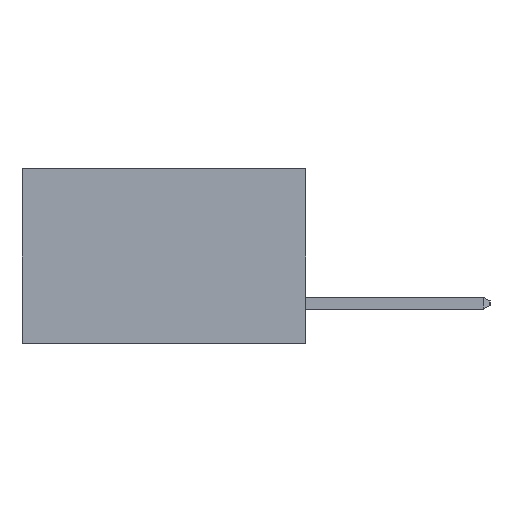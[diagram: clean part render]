
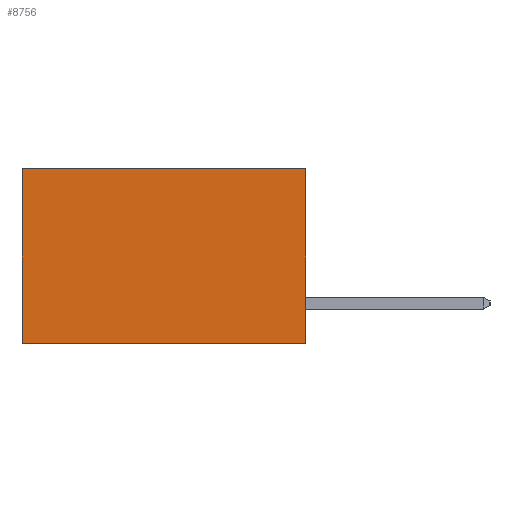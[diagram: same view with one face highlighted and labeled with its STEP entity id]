
A CAD part, left-side view. The second image highlights one B-rep face of the part: STEP entity #8756.
In plain terms, the highlighted planar face has unit normal (-1, 0, 0).
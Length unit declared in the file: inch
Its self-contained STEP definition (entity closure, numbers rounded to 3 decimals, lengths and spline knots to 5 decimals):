
#521 = VERTEX_POINT ( 'NONE', #10403 ) ;
#1083 = ORIENTED_EDGE ( 'NONE', *, *, #17041, .F. ) ;
#1664 = FACE_OUTER_BOUND ( 'NONE', #16782, .T. ) ;
#2009 = LINE ( 'NONE', #6702, #16198 ) ;
#2768 = LINE ( 'NONE', #8576, #9731 ) ;
#4051 = DIRECTION ( 'NONE',  ( 0., 0., -1. ) ) ;
#4282 = LINE ( 'NONE', #12207, #7530 ) ;
#5410 = ORIENTED_EDGE ( 'NONE', *, *, #5848, .F. ) ;
#5848 = EDGE_CURVE ( 'NONE', #13448, #7289, #4282, .T. ) ;
#6702 = CARTESIAN_POINT ( 'NONE',  ( 0.2615, 0., 0. ) ) ;
#6783 = CARTESIAN_POINT ( 'NONE',  ( 0.2615, 0., -0.37 ) ) ;
#6802 = DIRECTION ( 'NONE',  ( 0., 1., 0. ) ) ;
#7289 = VERTEX_POINT ( 'NONE', #7511 ) ;
#7511 = CARTESIAN_POINT ( 'NONE',  ( 0.2615, 0.6, -0.37 ) ) ;
#7530 = VECTOR ( 'NONE', #12168, 39.37008 ) ;
#8576 = CARTESIAN_POINT ( 'NONE',  ( 0.2615, 0., -0.37 ) ) ;
#8756 = ADVANCED_FACE ( 'NONE', ( #1664 ), #16631, .F. ) ;
#9707 = ORIENTED_EDGE ( 'NONE', *, *, #17456, .T. ) ;
#9731 = VECTOR ( 'NONE', #15357, 39.37008 ) ;
#9989 = ORIENTED_EDGE ( 'NONE', *, *, #10865, .T. ) ;
#10403 = CARTESIAN_POINT ( 'NONE',  ( 0.2615, 0., 0. ) ) ;
#10805 = LINE ( 'NONE', #12333, #13971 ) ;
#10865 = EDGE_CURVE ( 'NONE', #521, #15582, #2009, .T. ) ;
#12168 = DIRECTION ( 'NONE',  ( 0., 1., 0. ) ) ;
#12207 = CARTESIAN_POINT ( 'NONE',  ( 0.2615, 0., -0.37 ) ) ;
#12333 = CARTESIAN_POINT ( 'NONE',  ( 0.2615, 0.6, -0.37 ) ) ;
#13448 = VERTEX_POINT ( 'NONE', #6783 ) ;
#13971 = VECTOR ( 'NONE', #4051, 39.37008 ) ;
#14768 = CARTESIAN_POINT ( 'NONE',  ( 0.2615, 0.6, 0. ) ) ;
#15357 = DIRECTION ( 'NONE',  ( 0., 0., -1. ) ) ;
#15582 = VERTEX_POINT ( 'NONE', #14768 ) ;
#16198 = VECTOR ( 'NONE', #6802, 39.37008 ) ;
#16631 = PLANE ( 'NONE',  #17683 ) ;
#16645 = CARTESIAN_POINT ( 'NONE',  ( 0.2615, 0., -0.37 ) ) ;
#16782 = EDGE_LOOP ( 'NONE', ( #9707, #5410, #1083, #9989 ) ) ;
#17041 = EDGE_CURVE ( 'NONE', #521, #13448, #2768, .T. ) ;
#17456 = EDGE_CURVE ( 'NONE', #15582, #7289, #10805, .T. ) ;
#17683 = AXIS2_PLACEMENT_3D ( 'NONE', #16645, #17717, #17697 ) ;
#17697 = DIRECTION ( 'NONE',  ( 0., 0., -1. ) ) ;
#17717 = DIRECTION ( 'NONE',  ( 1., 0., 0. ) ) ;
